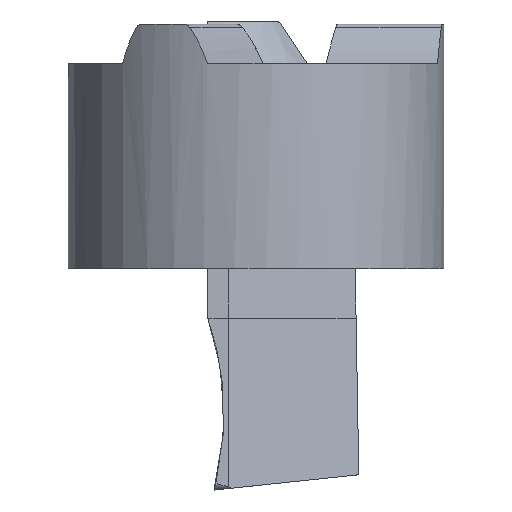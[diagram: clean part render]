
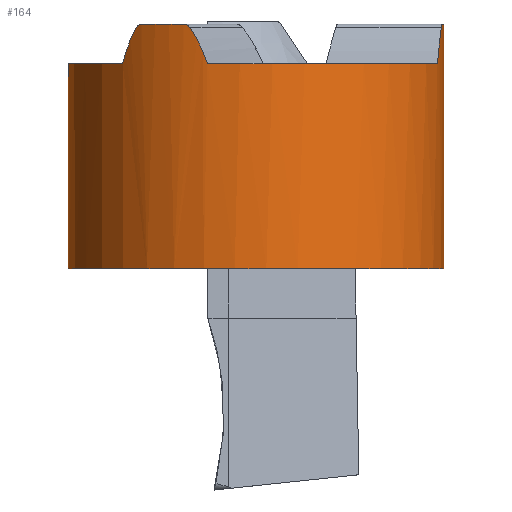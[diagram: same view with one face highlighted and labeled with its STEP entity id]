
A CAD part, left-side view. The second image highlights one B-rep face of the part: STEP entity #164.
In plain terms, the highlighted cylindrical face has radius 4.5 mm (diameter 9 mm), a partial arc.
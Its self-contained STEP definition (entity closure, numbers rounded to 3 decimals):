
#52=CYLINDRICAL_SURFACE('',#1018,4.5);
#81=B_SPLINE_CURVE_WITH_KNOTS('',3,(#1543,#1544,#1545,#1546,#1547,#1548,
#1549,#1550,#1551,#1552),.UNSPECIFIED.,.F.,.F.,(4,3,3,4),(0.,0.359,
0.717,1.),.UNSPECIFIED.);
#82=B_SPLINE_CURVE_WITH_KNOTS('',3,(#1554,#1555,#1556,#1557),
 .UNSPECIFIED.,.F.,.F.,(4,4),(0.,1.),.UNSPECIFIED.);
#83=B_SPLINE_CURVE_WITH_KNOTS('',3,(#1558,#1559,#1560,#1561),
 .UNSPECIFIED.,.F.,.F.,(4,4),(0.,1.),.UNSPECIFIED.);
#84=B_SPLINE_CURVE_WITH_KNOTS('',3,(#1563,#1564,#1565,#1566,#1567,#1568,
#1569,#1570,#1571,#1572),.UNSPECIFIED.,.F.,.F.,(4,3,3,4),(0.,0.361,
0.722,1.),.UNSPECIFIED.);
#85=B_SPLINE_CURVE_WITH_KNOTS('',3,(#1573,#1574,#1575,#1576,#1577,#1578,
#1579,#1580,#1581,#1582),.UNSPECIFIED.,.F.,.F.,(4,3,3,4),(0.,0.359,
0.717,1.),.UNSPECIFIED.);
#86=B_SPLINE_CURVE_WITH_KNOTS('',3,(#1584,#1585,#1586,#1587),
 .UNSPECIFIED.,.F.,.F.,(4,4),(0.,1.),.UNSPECIFIED.);
#87=B_SPLINE_CURVE_WITH_KNOTS('',3,(#1591,#1592,#1593,#1594),
 .UNSPECIFIED.,.F.,.F.,(4,4),(0.,1.),.UNSPECIFIED.);
#88=B_SPLINE_CURVE_WITH_KNOTS('',3,(#1596,#1597,#1598,#1599,#1600,#1601,
#1602),.UNSPECIFIED.,.F.,.F.,(4,3,4),(0.,0.718,1.),
 .UNSPECIFIED.);
#114=FACE_OUTER_BOUND('',#368,.T.);
#164=ADVANCED_FACE('',(#114),#52,.T.);
#257=LINE('',#1539,#322);
#258=LINE('',#1604,#323);
#322=VECTOR('',#1182,1.);
#323=VECTOR('',#1189,1.);
#368=EDGE_LOOP('',(#496,#497,#498,#499,#500,#501,#502,#503,#504,#505,#506,
#507,#508,#509,#510));
#496=ORIENTED_EDGE('',*,*,#829,.F.);
#497=ORIENTED_EDGE('',*,*,#830,.F.);
#498=ORIENTED_EDGE('',*,*,#831,.F.);
#499=ORIENTED_EDGE('',*,*,#832,.F.);
#500=ORIENTED_EDGE('',*,*,#823,.T.);
#501=ORIENTED_EDGE('',*,*,#833,.F.);
#502=ORIENTED_EDGE('',*,*,#834,.F.);
#503=ORIENTED_EDGE('',*,*,#812,.F.);
#504=ORIENTED_EDGE('',*,*,#835,.F.);
#505=ORIENTED_EDGE('',*,*,#836,.F.);
#506=ORIENTED_EDGE('',*,*,#837,.T.);
#507=ORIENTED_EDGE('',*,*,#838,.F.);
#508=ORIENTED_EDGE('',*,*,#839,.F.);
#509=ORIENTED_EDGE('',*,*,#840,.T.);
#510=ORIENTED_EDGE('',*,*,#762,.T.);
#676=VERTEX_POINT('',#1353);
#677=VERTEX_POINT('',#1355);
#713=VERTEX_POINT('',#1504);
#714=VERTEX_POINT('',#1506);
#720=VERTEX_POINT('',#1525);
#722=VERTEX_POINT('',#1528);
#726=VERTEX_POINT('',#1538);
#727=VERTEX_POINT('',#1542);
#728=VERTEX_POINT('',#1553);
#729=VERTEX_POINT('',#1562);
#730=VERTEX_POINT('',#1583);
#731=VERTEX_POINT('',#1588);
#732=VERTEX_POINT('',#1590);
#733=VERTEX_POINT('',#1595);
#734=VERTEX_POINT('',#1603);
#762=EDGE_CURVE('',#677,#676,#890,.T.);
#812=EDGE_CURVE('',#713,#714,#907,.T.);
#823=EDGE_CURVE('',#722,#720,#911,.T.);
#829=EDGE_CURVE('',#726,#676,#257,.T.);
#830=EDGE_CURVE('',#727,#726,#915,.T.);
#831=EDGE_CURVE('',#728,#727,#81,.T.);
#832=EDGE_CURVE('',#722,#728,#82,.T.);
#833=EDGE_CURVE('',#729,#720,#83,.T.);
#834=EDGE_CURVE('',#714,#729,#84,.T.);
#835=EDGE_CURVE('',#730,#713,#85,.T.);
#836=EDGE_CURVE('',#731,#730,#86,.T.);
#837=EDGE_CURVE('',#731,#732,#916,.T.);
#838=EDGE_CURVE('',#733,#732,#87,.T.);
#839=EDGE_CURVE('',#734,#733,#88,.T.);
#840=EDGE_CURVE('',#734,#677,#258,.T.);
#890=CIRCLE('',#976,4.5);
#907=CIRCLE('',#1003,4.5);
#911=CIRCLE('',#1010,4.5);
#915=CIRCLE('',#1016,4.5);
#916=CIRCLE('',#1017,4.5);
#976=AXIS2_PLACEMENT_3D('',#1354,#1072,#1073);
#1003=AXIS2_PLACEMENT_3D('',#1505,#1149,#1150);
#1010=AXIS2_PLACEMENT_3D('',#1527,#1170,#1171);
#1016=AXIS2_PLACEMENT_3D('',#1541,#1185,#1186);
#1017=AXIS2_PLACEMENT_3D('',#1589,#1187,#1188);
#1018=AXIS2_PLACEMENT_3D('',#1605,#1190,#1191);
#1072=DIRECTION('',(0.,0.,1.));
#1073=DIRECTION('',(1.,0.,0.));
#1149=DIRECTION('',(0.,0.,1.));
#1150=DIRECTION('',(-1.,0.,0.));
#1170=DIRECTION('',(0.,0.,-1.));
#1171=DIRECTION('',(1.,0.,0.));
#1182=DIRECTION('',(0.,0.,-1.));
#1185=DIRECTION('',(0.,0.,1.));
#1186=DIRECTION('',(-1.,0.,0.));
#1187=DIRECTION('',(0.,0.,-1.));
#1188=DIRECTION('',(1.,0.,0.));
#1189=DIRECTION('',(0.,0.,-1.));
#1190=DIRECTION('',(0.,0.,-1.));
#1191=DIRECTION('',(1.,0.,0.));
#1353=CARTESIAN_POINT('',(0.,-4.5,-4.9));
#1354=CARTESIAN_POINT('',(0.,0.,-4.9));
#1355=CARTESIAN_POINT('',(3.52,2.803,-4.9));
#1504=CARTESIAN_POINT('',(-3.577,2.731,0.95));
#1505=CARTESIAN_POINT('',(0.,0.,0.95));
#1506=CARTESIAN_POINT('',(-4.153,1.732,0.95));
#1525=CARTESIAN_POINT('',(-4.349,1.158,0.));
#1527=CARTESIAN_POINT('',(0.,0.,0.));
#1528=CARTESIAN_POINT('',(-1.172,-4.345,0.));
#1538=CARTESIAN_POINT('',(0.,-4.5,0.95));
#1539=CARTESIAN_POINT('',(0.,-4.5,1.));
#1541=CARTESIAN_POINT('',(0.,0.,0.95));
#1542=CARTESIAN_POINT('',(-0.576,-4.463,0.95));
#1543=CARTESIAN_POINT('',(-0.738,-4.439,0.867));
#1544=CARTESIAN_POINT('',(-0.725,-4.441,0.885));
#1545=CARTESIAN_POINT('',(-0.709,-4.444,0.902));
#1546=CARTESIAN_POINT('',(-0.69,-4.447,0.914));
#1547=CARTESIAN_POINT('',(-0.672,-4.45,0.927));
#1548=CARTESIAN_POINT('',(-0.651,-4.453,0.937));
#1549=CARTESIAN_POINT('',(-0.629,-4.456,0.943));
#1550=CARTESIAN_POINT('',(-0.612,-4.458,0.948));
#1551=CARTESIAN_POINT('',(-0.594,-4.461,0.95));
#1552=CARTESIAN_POINT('',(-0.576,-4.463,0.95));
#1553=CARTESIAN_POINT('',(-0.738,-4.439,0.867));
#1554=CARTESIAN_POINT('',(-1.172,-4.345,0.));
#1555=CARTESIAN_POINT('',(-1.076,-4.371,0.309));
#1556=CARTESIAN_POINT('',(-0.928,-4.408,0.605));
#1557=CARTESIAN_POINT('',(-0.738,-4.439,0.867));
#1558=CARTESIAN_POINT('',(-4.214,1.58,0.867));
#1559=CARTESIAN_POINT('',(-4.281,1.4,0.605));
#1560=CARTESIAN_POINT('',(-4.323,1.254,0.309));
#1561=CARTESIAN_POINT('',(-4.349,1.158,0.));
#1562=CARTESIAN_POINT('',(-4.214,1.58,0.867));
#1563=CARTESIAN_POINT('',(-4.153,1.732,0.95));
#1564=CARTESIAN_POINT('',(-4.162,1.711,0.95));
#1565=CARTESIAN_POINT('',(-4.171,1.69,0.946));
#1566=CARTESIAN_POINT('',(-4.179,1.67,0.939));
#1567=CARTESIAN_POINT('',(-4.187,1.65,0.931));
#1568=CARTESIAN_POINT('',(-4.194,1.631,0.92));
#1569=CARTESIAN_POINT('',(-4.2,1.614,0.905));
#1570=CARTESIAN_POINT('',(-4.205,1.601,0.894));
#1571=CARTESIAN_POINT('',(-4.21,1.59,0.881));
#1572=CARTESIAN_POINT('',(-4.214,1.58,0.867));
#1573=CARTESIAN_POINT('',(-3.475,2.859,0.867));
#1574=CARTESIAN_POINT('',(-3.484,2.849,0.885));
#1575=CARTESIAN_POINT('',(-3.494,2.836,0.902));
#1576=CARTESIAN_POINT('',(-3.506,2.821,0.914));
#1577=CARTESIAN_POINT('',(-3.518,2.807,0.927));
#1578=CARTESIAN_POINT('',(-3.531,2.79,0.937));
#1579=CARTESIAN_POINT('',(-3.544,2.773,0.943));
#1580=CARTESIAN_POINT('',(-3.555,2.759,0.948));
#1581=CARTESIAN_POINT('',(-3.566,2.745,0.95));
#1582=CARTESIAN_POINT('',(-3.577,2.731,0.95));
#1583=CARTESIAN_POINT('',(-3.475,2.859,0.867));
#1584=CARTESIAN_POINT('',(-3.177,3.187,0.));
#1585=CARTESIAN_POINT('',(-3.247,3.117,0.309));
#1586=CARTESIAN_POINT('',(-3.353,3.007,0.605));
#1587=CARTESIAN_POINT('',(-3.475,2.859,0.867));
#1588=CARTESIAN_POINT('',(-3.177,3.187,0.));
#1589=CARTESIAN_POINT('',(0.,0.,0.));
#1590=CARTESIAN_POINT('',(3.177,3.187,0.));
#1591=CARTESIAN_POINT('',(3.475,2.859,0.867));
#1592=CARTESIAN_POINT('',(3.353,3.007,0.605));
#1593=CARTESIAN_POINT('',(3.247,3.117,0.309));
#1594=CARTESIAN_POINT('',(3.177,3.187,0.));
#1595=CARTESIAN_POINT('',(3.475,2.859,0.867));
#1596=CARTESIAN_POINT('',(3.52,2.803,0.928));
#1597=CARTESIAN_POINT('',(3.508,2.819,0.918));
#1598=CARTESIAN_POINT('',(3.496,2.833,0.904));
#1599=CARTESIAN_POINT('',(3.486,2.846,0.888));
#1600=CARTESIAN_POINT('',(3.482,2.85,0.881));
#1601=CARTESIAN_POINT('',(3.478,2.855,0.874));
#1602=CARTESIAN_POINT('',(3.475,2.859,0.867));
#1603=CARTESIAN_POINT('',(3.52,2.803,0.928));
#1604=CARTESIAN_POINT('',(3.52,2.803,1.));
#1605=CARTESIAN_POINT('',(0.,0.,1.));
